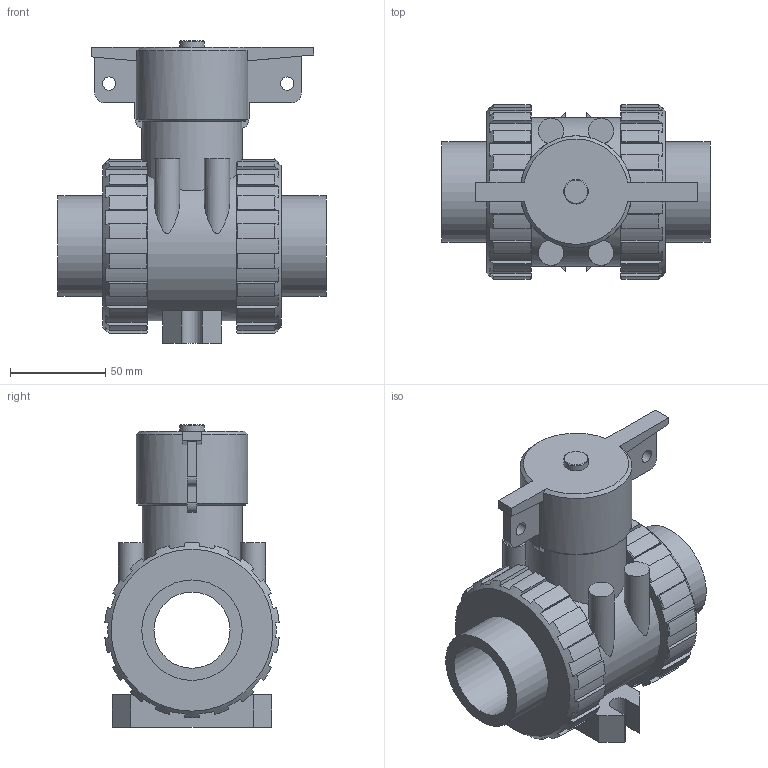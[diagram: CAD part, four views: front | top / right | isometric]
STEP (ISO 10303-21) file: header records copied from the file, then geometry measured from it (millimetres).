
FILE_DESCRIPTION( ( 'STEP AP214' ), '1' );
FILE_NAME( '22363134007(architecture400).stp', '2021-11-17T12:01:15', ( 'License CC BY-ND 4.0' ), ( 'CADENAS' ), ' ', 'PARTsolutions', ' ' );
FILE_SCHEMA( ( 'AUTOMOTIVE_DESIGN { 1 0 10303 214 1 1 1 1 }' ) );
Length unit declared in the file: millimetre
Products named in the file (1): _22363134007(architecture400)
Bounding box: 141 x 91.65 x 158.97 mm (x, y, z)
Volume: 672866.7 mm3; surface area: 91788.7 mm2
Topology: 1 solids, 1 shells, 254 faces, 734 edges, 490 vertices
Faces by surface type: plane 121, cylinder 92, cone 41
Full cylindrical faces by diameter (mm): 7.04 x2, 13 x1, 13.333 x4, 40 x1, 52.8 x3
Entity records: 10816 total; most frequent: CARTESIAN_POINT 1989, DIRECTION 1426, ORIENTED_EDGE 1426, EDGE_CURVE 713, AXIS2_PLACEMENT_3D 484, VERTEX_POINT 483, LINE 458, VECTOR 458
